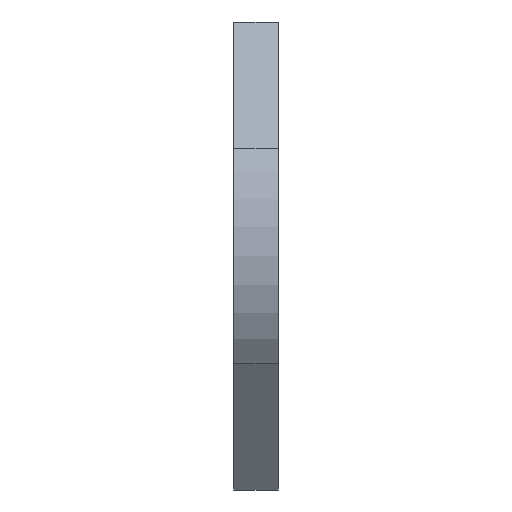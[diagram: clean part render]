
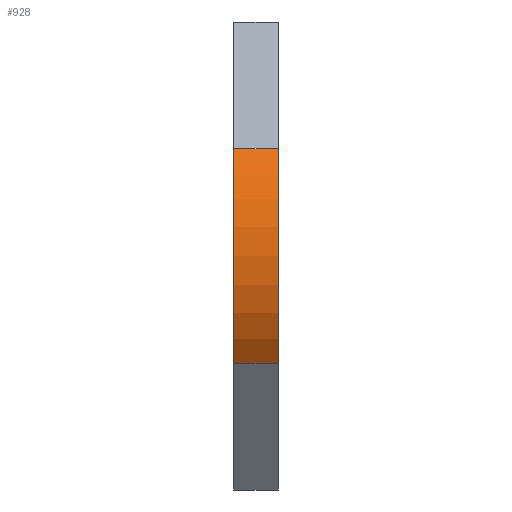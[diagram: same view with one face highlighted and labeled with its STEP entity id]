
A CAD part, left-side view. The second image highlights one B-rep face of the part: STEP entity #928.
In plain terms, the highlighted cylindrical face has radius 12.7 mm (diameter 25.4 mm), a partial arc.
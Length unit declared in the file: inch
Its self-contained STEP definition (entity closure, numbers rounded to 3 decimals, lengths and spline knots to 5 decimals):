
#33 = VERTEX_POINT ( 'NONE', #551 ) ;
#60 = ORIENTED_EDGE ( 'NONE', *, *, #809, .F. ) ;
#74 = CARTESIAN_POINT ( 'NONE',  ( 0., 0.125, 0. ) ) ;
#96 = DIRECTION ( 'NONE',  ( 0., 1., 0. ) ) ;
#101 = AXIS2_PLACEMENT_3D ( 'NONE', #74, #232, #306 ) ;
#132 = ORIENTED_EDGE ( 'NONE', *, *, #400, .F. ) ;
#170 = CYLINDRICAL_SURFACE ( 'NONE', #640, 0.5 ) ;
#175 = CARTESIAN_POINT ( 'NONE',  ( -0.39992, 0., -0.3001 ) ) ;
#200 = DIRECTION ( 'NONE',  ( 0., 0., 1. ) ) ;
#214 = DIRECTION ( 'NONE',  ( 0., -1., 0. ) ) ;
#232 = DIRECTION ( 'NONE',  ( 0., 1., 0. ) ) ;
#244 = CARTESIAN_POINT ( 'NONE',  ( 0., 0.125, 0. ) ) ;
#297 = CIRCLE ( 'NONE', #101, 0.5 ) ;
#306 = DIRECTION ( 'NONE',  ( 0., 0., 1. ) ) ;
#336 = CARTESIAN_POINT ( 'NONE',  ( -0.39992, 0.125, 0.3001 ) ) ;
#390 = VERTEX_POINT ( 'NONE', #935 ) ;
#398 = VERTEX_POINT ( 'NONE', #687 ) ;
#400 = EDGE_CURVE ( 'NONE', #390, #398, #629, .T. ) ;
#402 = ORIENTED_EDGE ( 'NONE', *, *, #747, .T. ) ;
#411 = VECTOR ( 'NONE', #214, 39.37008 ) ;
#425 = CARTESIAN_POINT ( 'NONE',  ( 0., 0., 0. ) ) ;
#544 = VERTEX_POINT ( 'NONE', #175 ) ;
#551 = CARTESIAN_POINT ( 'NONE',  ( -0.39992, 0.125, -0.3001 ) ) ;
#554 = CARTESIAN_POINT ( 'NONE',  ( -0.39992, 0.125, -0.3001 ) ) ;
#583 = DIRECTION ( 'NONE',  ( 0., -1., 0. ) ) ;
#628 = FACE_OUTER_BOUND ( 'NONE', #937, .T. ) ;
#629 = LINE ( 'NONE', #336, #411 ) ;
#640 = AXIS2_PLACEMENT_3D ( 'NONE', #244, #762, #908 ) ;
#687 = CARTESIAN_POINT ( 'NONE',  ( -0.39992, 0., 0.3001 ) ) ;
#745 = AXIS2_PLACEMENT_3D ( 'NONE', #425, #96, #200 ) ;
#747 = EDGE_CURVE ( 'NONE', #33, #544, #961, .T. ) ;
#750 = VECTOR ( 'NONE', #583, 39.37008 ) ;
#762 = DIRECTION ( 'NONE',  ( 0., -1., 0. ) ) ;
#809 = EDGE_CURVE ( 'NONE', #33, #390, #297, .T. ) ;
#895 = ORIENTED_EDGE ( 'NONE', *, *, #1000, .T. ) ;
#908 = DIRECTION ( 'NONE',  ( 0., 0., -1. ) ) ;
#928 = ADVANCED_FACE ( 'NONE', ( #628 ), #170, .T. ) ;
#935 = CARTESIAN_POINT ( 'NONE',  ( -0.39992, 0.125, 0.3001 ) ) ;
#937 = EDGE_LOOP ( 'NONE', ( #895, #132, #60, #402 ) ) ;
#961 = LINE ( 'NONE', #554, #750 ) ;
#978 = CIRCLE ( 'NONE', #745, 0.5 ) ;
#1000 = EDGE_CURVE ( 'NONE', #544, #398, #978, .T. ) ;
